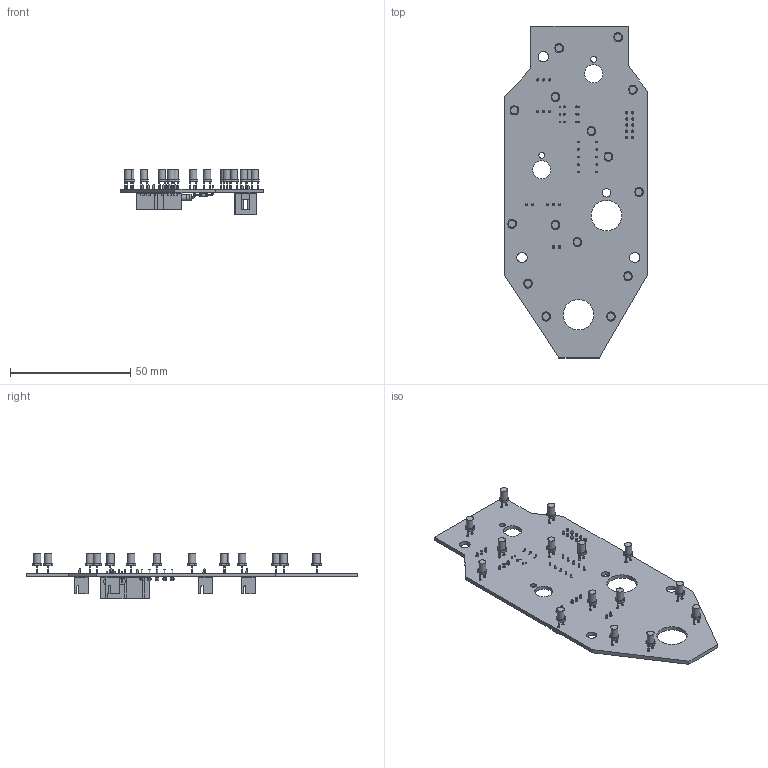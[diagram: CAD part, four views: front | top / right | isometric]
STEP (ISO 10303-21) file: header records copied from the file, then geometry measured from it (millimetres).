
FILE_DESCRIPTION(('KiCad electronic assembly'),'2;1');
FILE_NAME('EXT_LTS_V001.step','2024-08-11T06:32:13',('Pcbnew'),('Kicad') ,'Open CASCADE STEP processor 7.7','KiCad to STEP converter','Unknown' );
FILE_SCHEMA(('AUTOMOTIVE_DESIGN { 1 0 10303 214 1 1 1 1 }'));
Length unit declared in the file: millimetre
Products named in the file (14): EXT_LTS_V001 1; LED_D3.0mm_FlatTop; JST_XH_B2B-XH-A_1x02_P2.50mm_Vertical; JST_B2B_XH_A; R_Axial_DIN0204_L3.6mm_D1.6mm_P7.62mm_Horizontal; R_Axial_DIN0204_L36mm_D16mm_P762mm_Horizontal; JST_XH_B3B-XH-A_1x03_P2.50mm_Vertical; JST_B3B_XH_A; D_A-405_P7.62mm_Horizontal; IDC-Header_2x05_P2.54mm_Vertical; IDC_Header_2x05_P254mm_Vertical; EXT_LTS_V001_PCB
Assembly tree (36 placements, depth 3):
  EXT_LTS_V001 1
    LED_D3.0mm_FlatTop  x15
      LED_D3.0mm_FlatTop
    JST_XH_B2B-XH-A_1x02_P2.50mm_Vertical  x2
      JST_B2B_XH_A
    R_Axial_DIN0204_L3.6mm_D1.6mm_P7.62mm_Horizontal  x5
      R_Axial_DIN0204_L36mm_D16mm_P762mm_Horizontal
    JST_XH_B3B-XH-A_1x03_P2.50mm_Vertical  x3
      JST_B3B_XH_A
    D_A-405_P7.62mm_Horizontal  x3
      D_A-405_P7.62mm_Horizontal
    IDC-Header_2x05_P2.54mm_Vertical
      IDC_Header_2x05_P254mm_Vertical
    EXT_LTS_V001_PCB
Bounding box: 59.44 x 138.28 x 19.1 mm (x, y, z)
Volume: 13057 mm3; surface area: 19830.1 mm2
Topology: 30 solids, 30 shells, 1213 faces, 2924 edges, 1881 vertices
Faces by surface type: plane 993, cylinder 194, torus 26
Full cylindrical faces by diameter (mm): 0.5 x20, 0.6 x12, 0.7 x16, 0.9 x30, 0.95 x9, 1 x20, 1.44 x5, 1.6 x10, 2.38 x2, 2.7 x6, 2.72 x3, 3 x15, 3.572 x1, 4.3 x3, 7.54 x2, 12.7 x2
Entity records: 20780 total; most frequent: CARTESIAN_POINT 2939, DIRECTION 2872, ORIENTED_EDGE 2846, EDGE_CURVE 1423, LINE 1184, VECTOR 1184, VERTEX_POINT 911, AXIS2_PLACEMENT_3D 844
